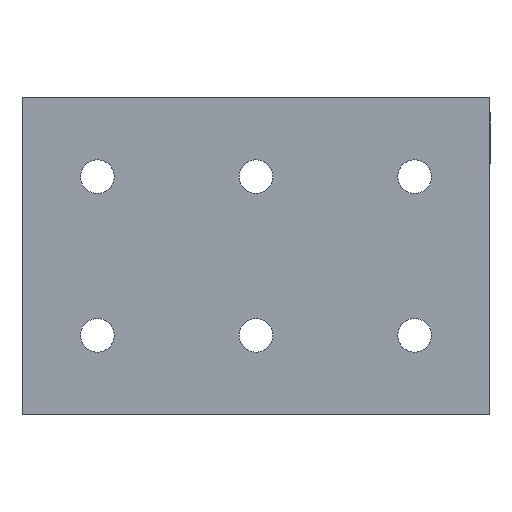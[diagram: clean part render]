
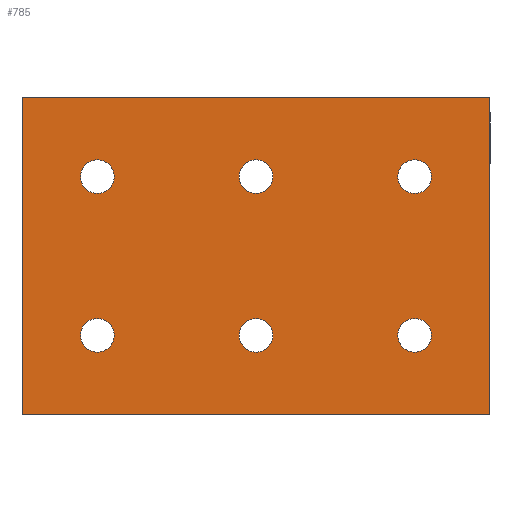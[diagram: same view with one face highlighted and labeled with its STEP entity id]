
A CAD part, left-side view. The second image highlights one B-rep face of the part: STEP entity #785.
In plain terms, the highlighted planar face has unit normal (-1, 0, 0).
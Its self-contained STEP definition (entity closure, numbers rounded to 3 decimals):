
#609=CARTESIAN_POINT('',(0.0,59.,80.));
#610=VERTEX_POINT('',#609);
#617=CARTESIAN_POINT('',(0.0,-59.,80.));
#618=VERTEX_POINT('',#617);
#619=CARTESIAN_POINT('',(0.0,59.,80.));
#620=DIRECTION('',(0.0,-1.0,0.0));
#621=VECTOR('',#620,118.);
#622=LINE('',#619,#621);
#623=EDGE_CURVE('',#610,#618,#622,.T.);
#635=CARTESIAN_POINT('',(0.0,59.,80.));
#636=DIRECTION('',(-1.0,0.0,0.0));
#637=DIRECTION('',(0.0,0.0,-1.0));
#638=AXIS2_PLACEMENT_3D('',#635,#636,#637);
#639=PLANE('',#638);
#640=CARTESIAN_POINT('',(0.0,59.,0.));
#641=VERTEX_POINT('',#640);
#642=CARTESIAN_POINT('',(0.0,59.,80.));
#643=DIRECTION('',(0.0,0.0,-1.0));
#644=VECTOR('',#643,80.);
#645=LINE('',#642,#644);
#646=EDGE_CURVE('',#610,#641,#645,.T.);
#647=ORIENTED_EDGE('',*,*,#646,.T.);
#648=CARTESIAN_POINT('',(0.0,-59.,0.));
#649=VERTEX_POINT('',#648);
#650=CARTESIAN_POINT('',(0.0,59.,0.));
#651=DIRECTION('',(0.0,-1.0,0.0));
#652=VECTOR('',#651,118.);
#653=LINE('',#650,#652);
#654=EDGE_CURVE('',#641,#649,#653,.T.);
#655=ORIENTED_EDGE('',*,*,#654,.T.);
#656=CARTESIAN_POINT('',(0.0,-59.,80.));
#657=DIRECTION('',(0.0,0.0,-1.0));
#658=VECTOR('',#657,80.);
#659=LINE('',#656,#658);
#660=EDGE_CURVE('',#618,#649,#659,.T.);
#661=ORIENTED_EDGE('',*,*,#660,.F.);
#662=ORIENTED_EDGE('',*,*,#623,.F.);
#663=EDGE_LOOP('',(#647,#655,#661,#662));
#664=FACE_OUTER_BOUND('',#663,.T.);
#665=CARTESIAN_POINT('',(0.0,-40.,15.75));
#666=VERTEX_POINT('',#665);
#667=CARTESIAN_POINT('',(0.0,-40.,24.25));
#668=VERTEX_POINT('',#667);
#669=CARTESIAN_POINT('',(0.0,-40.,20.));
#670=DIRECTION('',(1.0,0.0,0.0));
#671=DIRECTION('',(0.0,0.,-1.0));
#672=AXIS2_PLACEMENT_3D('',#669,#670,#671);
#673=CIRCLE('',#672,4.25);
#674=EDGE_CURVE('',#666,#668,#673,.T.);
#675=ORIENTED_EDGE('',*,*,#674,.T.);
#676=CARTESIAN_POINT('',(0.0,-40.,20.));
#677=DIRECTION('',(1.0,0.0,0.0));
#678=DIRECTION('',(0.0,0.,-1.0));
#679=AXIS2_PLACEMENT_3D('',#676,#677,#678);
#680=CIRCLE('',#679,4.25);
#681=EDGE_CURVE('',#668,#666,#680,.T.);
#682=ORIENTED_EDGE('',*,*,#681,.T.);
#683=EDGE_LOOP('',(#675,#682));
#684=FACE_BOUND('',#683,.T.);
#685=CARTESIAN_POINT('',(0.0,0.0,15.75));
#686=VERTEX_POINT('',#685);
#687=CARTESIAN_POINT('',(0.0,0.,24.25));
#688=VERTEX_POINT('',#687);
#689=CARTESIAN_POINT('',(0.0,0.0,20.));
#690=DIRECTION('',(1.0,0.0,0.0));
#691=DIRECTION('',(0.0,0.,-1.0));
#692=AXIS2_PLACEMENT_3D('',#689,#690,#691);
#693=CIRCLE('',#692,4.25);
#694=EDGE_CURVE('',#686,#688,#693,.T.);
#695=ORIENTED_EDGE('',*,*,#694,.T.);
#696=CARTESIAN_POINT('',(0.0,0.0,20.));
#697=DIRECTION('',(1.0,0.0,0.0));
#698=DIRECTION('',(0.0,0.,-1.0));
#699=AXIS2_PLACEMENT_3D('',#696,#697,#698);
#700=CIRCLE('',#699,4.25);
#701=EDGE_CURVE('',#688,#686,#700,.T.);
#702=ORIENTED_EDGE('',*,*,#701,.T.);
#703=EDGE_LOOP('',(#695,#702));
#704=FACE_BOUND('',#703,.T.);
#705=CARTESIAN_POINT('',(0.0,40.,15.75));
#706=VERTEX_POINT('',#705);
#707=CARTESIAN_POINT('',(0.0,40.,24.25));
#708=VERTEX_POINT('',#707);
#709=CARTESIAN_POINT('',(0.0,40.,20.));
#710=DIRECTION('',(1.0,0.0,0.0));
#711=DIRECTION('',(0.0,0.,-1.0));
#712=AXIS2_PLACEMENT_3D('',#709,#710,#711);
#713=CIRCLE('',#712,4.25);
#714=EDGE_CURVE('',#706,#708,#713,.T.);
#715=ORIENTED_EDGE('',*,*,#714,.T.);
#716=CARTESIAN_POINT('',(0.0,40.,20.));
#717=DIRECTION('',(1.0,0.0,0.0));
#718=DIRECTION('',(0.0,0.,-1.0));
#719=AXIS2_PLACEMENT_3D('',#716,#717,#718);
#720=CIRCLE('',#719,4.25);
#721=EDGE_CURVE('',#708,#706,#720,.T.);
#722=ORIENTED_EDGE('',*,*,#721,.T.);
#723=EDGE_LOOP('',(#715,#722));
#724=FACE_BOUND('',#723,.T.);
#725=CARTESIAN_POINT('',(0.0,-40.,55.75));
#726=VERTEX_POINT('',#725);
#727=CARTESIAN_POINT('',(0.0,-40.,64.25));
#728=VERTEX_POINT('',#727);
#729=CARTESIAN_POINT('',(0.0,-40.,60.));
#730=DIRECTION('',(1.0,0.0,0.0));
#731=DIRECTION('',(0.0,0.,-1.0));
#732=AXIS2_PLACEMENT_3D('',#729,#730,#731);
#733=CIRCLE('',#732,4.25);
#734=EDGE_CURVE('',#726,#728,#733,.T.);
#735=ORIENTED_EDGE('',*,*,#734,.T.);
#736=CARTESIAN_POINT('',(0.0,-40.,60.));
#737=DIRECTION('',(1.0,0.0,0.0));
#738=DIRECTION('',(0.0,0.,-1.0));
#739=AXIS2_PLACEMENT_3D('',#736,#737,#738);
#740=CIRCLE('',#739,4.25);
#741=EDGE_CURVE('',#728,#726,#740,.T.);
#742=ORIENTED_EDGE('',*,*,#741,.T.);
#743=EDGE_LOOP('',(#735,#742));
#744=FACE_BOUND('',#743,.T.);
#745=CARTESIAN_POINT('',(0.0,0.0,55.75));
#746=VERTEX_POINT('',#745);
#747=CARTESIAN_POINT('',(0.0,0.,64.25));
#748=VERTEX_POINT('',#747);
#749=CARTESIAN_POINT('',(0.0,0.,60.));
#750=DIRECTION('',(1.0,0.0,0.0));
#751=DIRECTION('',(0.0,0.,-1.0));
#752=AXIS2_PLACEMENT_3D('',#749,#750,#751);
#753=CIRCLE('',#752,4.25);
#754=EDGE_CURVE('',#746,#748,#753,.T.);
#755=ORIENTED_EDGE('',*,*,#754,.T.);
#756=CARTESIAN_POINT('',(0.0,0.,60.));
#757=DIRECTION('',(1.0,0.0,0.0));
#758=DIRECTION('',(0.0,0.,-1.0));
#759=AXIS2_PLACEMENT_3D('',#756,#757,#758);
#760=CIRCLE('',#759,4.25);
#761=EDGE_CURVE('',#748,#746,#760,.T.);
#762=ORIENTED_EDGE('',*,*,#761,.T.);
#763=EDGE_LOOP('',(#755,#762));
#764=FACE_BOUND('',#763,.T.);
#765=CARTESIAN_POINT('',(0.0,40.,55.75));
#766=VERTEX_POINT('',#765);
#767=CARTESIAN_POINT('',(0.0,40.,64.25));
#768=VERTEX_POINT('',#767);
#769=CARTESIAN_POINT('',(0.0,40.,60.));
#770=DIRECTION('',(1.0,0.0,0.0));
#771=DIRECTION('',(0.0,0.,-1.0));
#772=AXIS2_PLACEMENT_3D('',#769,#770,#771);
#773=CIRCLE('',#772,4.25);
#774=EDGE_CURVE('',#766,#768,#773,.T.);
#775=ORIENTED_EDGE('',*,*,#774,.T.);
#776=CARTESIAN_POINT('',(0.0,40.,60.));
#777=DIRECTION('',(1.0,0.0,0.0));
#778=DIRECTION('',(0.0,0.,-1.0));
#779=AXIS2_PLACEMENT_3D('',#776,#777,#778);
#780=CIRCLE('',#779,4.25);
#781=EDGE_CURVE('',#768,#766,#780,.T.);
#782=ORIENTED_EDGE('',*,*,#781,.T.);
#783=EDGE_LOOP('',(#775,#782));
#784=FACE_BOUND('',#783,.T.);
#785=ADVANCED_FACE('',(#664,#684,#704,#724,#744,#764,#784),#639,.T.);
